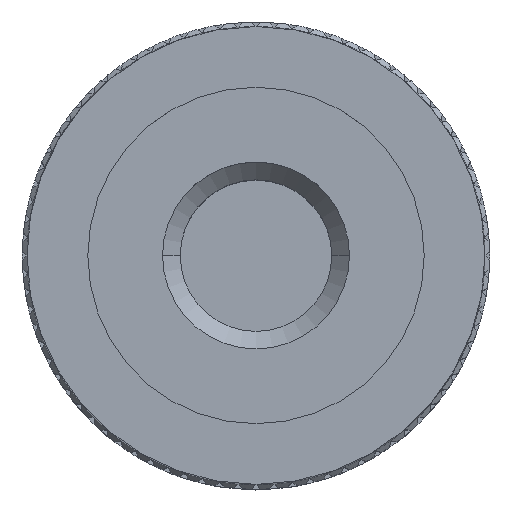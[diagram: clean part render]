
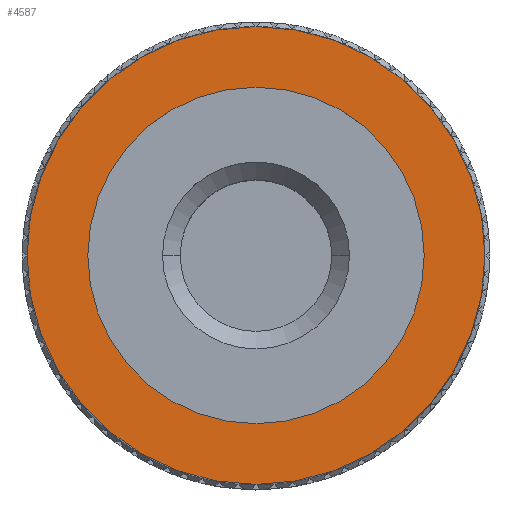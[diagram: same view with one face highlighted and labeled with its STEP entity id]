
A CAD part, top view. The second image highlights one B-rep face of the part: STEP entity #4587.
In plain terms, the highlighted planar face has unit normal (0, 0, 1).
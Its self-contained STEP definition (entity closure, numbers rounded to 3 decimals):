
#2299=VERTEX_POINT('',#5927);
#2401=VERTEX_POINT('',#6036);
#2895=EDGE_CURVE('',#5181,#2401,#6579,.T.);
#3959=EDGE_CURVE('',#2401,#5181,#7753,.T.);
#4095=VERTEX_POINT('',#7903);
#4449=EDGE_CURVE('',#2299,#4095,#8296,.T.);
#4587=ADVANCED_FACE('',(#8449,#8450),#8451,.T.);
#5053=EDGE_CURVE('',#4095,#2299,#8958,.T.);
#5181=VERTEX_POINT('',#9099);
#5927=CARTESIAN_POINT('',(-3.6,0.,0.));
#6036=CARTESIAN_POINT('',(4.9,0.,0.0));
#6579=CIRCLE('',#11307,4.9);
#7753=CIRCLE('',#13389,4.9);
#7903=CARTESIAN_POINT('',(3.6,0.,0.0));
#8296=CIRCLE('',#14297,3.6);
#8449=FACE_BOUND('',#14579,.T.);
#8450=FACE_OUTER_BOUND('',#14580,.T.);
#8451=PLANE('',#14581);
#8958=CIRCLE('',#15396,3.6);
#9099=CARTESIAN_POINT('',(-4.9,0.,0.));
#11307=AXIS2_PLACEMENT_3D('',#17413,#17414,#17415);
#13389=AXIS2_PLACEMENT_3D('',#18645,#18646,#18647);
#14297=AXIS2_PLACEMENT_3D('',#19268,#19269,#19270);
#14579=EDGE_LOOP('',(#19458,#19459));
#14580=EDGE_LOOP('',(#19460,#19461));
#14581=AXIS2_PLACEMENT_3D('',#19462,#19463,#19464);
#15396=AXIS2_PLACEMENT_3D('',#19959,#19960,#19961);
#17413=CARTESIAN_POINT('',(0.0,0.,0.0));
#17414=DIRECTION('',(-0.0,0.,1.0));
#17415=DIRECTION('',(1.0,0.0,0.0));
#18645=CARTESIAN_POINT('',(0.0,0.,0.0));
#18646=DIRECTION('',(-0.0,0.,1.0));
#18647=DIRECTION('',(1.0,0.0,0.0));
#19268=CARTESIAN_POINT('',(0.0,0.,0.0));
#19269=DIRECTION('',(-0.0,0.,1.0));
#19270=DIRECTION('',(1.0,0.0,0.0));
#19458=ORIENTED_EDGE('',*,*,#5053,.F.);
#19459=ORIENTED_EDGE('',*,*,#4449,.F.);
#19460=ORIENTED_EDGE('',*,*,#3959,.T.);
#19461=ORIENTED_EDGE('',*,*,#2895,.T.);
#19462=CARTESIAN_POINT('',(4.25,0.,0.0));
#19463=DIRECTION('',(-0.0,0.,1.0));
#19464=DIRECTION('',(1.0,0.0,0.0));
#19959=CARTESIAN_POINT('',(0.0,0.,0.0));
#19960=DIRECTION('',(-0.0,0.,1.0));
#19961=DIRECTION('',(1.0,0.0,0.0));
